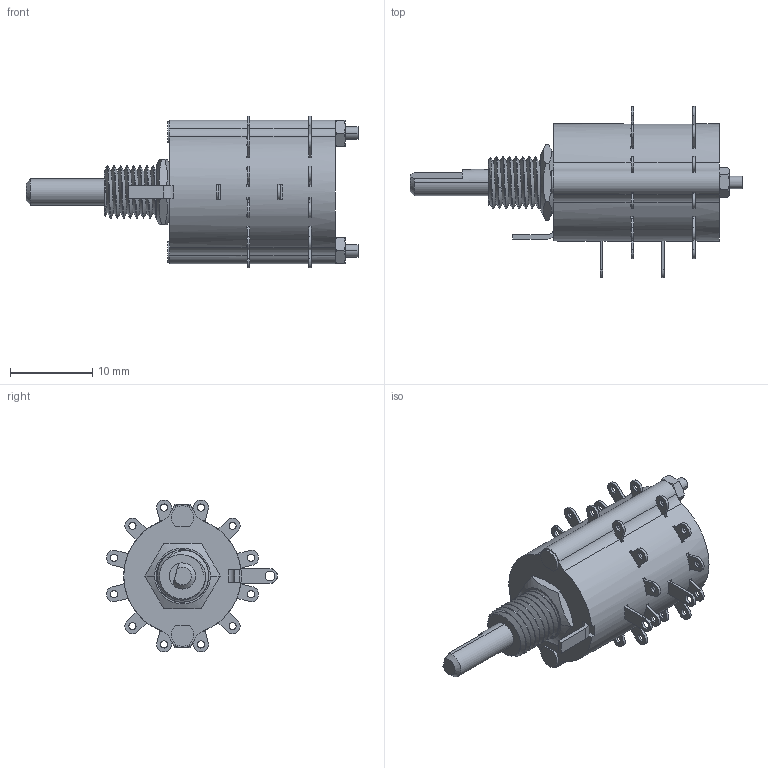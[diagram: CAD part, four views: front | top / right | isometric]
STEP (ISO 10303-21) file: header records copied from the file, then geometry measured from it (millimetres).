
FILE_DESCRIPTION((''),'2;1');
FILE_NAME('09A30-01-1-12N','2015-02-18T',('amercuri'),(''),'PRO/ENGINEER BY PARAMETRIC TECHNOLOGY CORPORATION, 2011490','PRO/ENGINEER BY PARAMETRIC TECHNOLOGY CORPORATION, 2011490','');
FILE_SCHEMA(('CONFIG_CONTROL_DESIGN'));
Length unit declared in the file: inch
Products named in the file (1): 09A30-01-1-12N
Bounding box: 40.31 x 20.76 x 18.45 mm (x, y, z)
Volume: 3754.5 mm3; surface area: 2105.2 mm2
Topology: 1 solids, 33 shells, 1164 faces, 3110 edges, 2052 vertices
Faces by surface type: plane 1008, cylinder 119, cone 30, bspline 7
Entity records: 37857 total; most frequent: CARTESIAN_POINT 8681, ORIENTED_EDGE 6220, DIRECTION 5643, EDGE_CURVE 3110, VECTOR 2527, LINE 2527, VERTEX_POINT 2052, AXIS2_PLACEMENT_3D 1558
